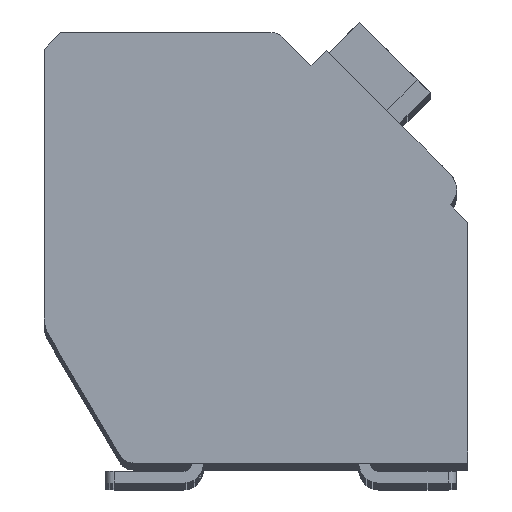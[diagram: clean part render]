
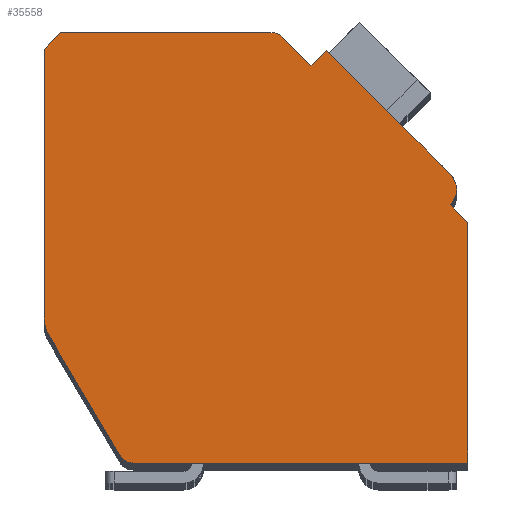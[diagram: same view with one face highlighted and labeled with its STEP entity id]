
A CAD part, top view. The second image highlights one B-rep face of the part: STEP entity #35558.
In plain terms, the highlighted planar face has unit normal (0, 0, 1).
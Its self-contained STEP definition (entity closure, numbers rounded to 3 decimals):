
#1281=DIRECTION('',(0.,-1.,0.));
#1282=VECTOR('',#1281,8.053);
#1283=CARTESIAN_POINT('',(-12.7,12.4,2.1));
#1284=LINE('',#1283,#1282);
#1285=DIRECTION('',(-0.707,-0.707,0.));
#1286=VECTOR('',#1285,0.707);
#1287=CARTESIAN_POINT('',(-12.2,12.9,2.1));
#1288=LINE('',#1287,#1286);
#1289=DIRECTION('',(-1.,0.,0.));
#1290=VECTOR('',#1289,6.298);
#1291=CARTESIAN_POINT('',(-5.902,12.9,2.1));
#1292=LINE('',#1291,#1290);
#1293=CARTESIAN_POINT('',(-5.902,12.4,2.1));
#1294=DIRECTION('',(0.,0.,1.));
#1295=DIRECTION('',(0.707,0.707,0.));
#1296=AXIS2_PLACEMENT_3D('',#1293,#1294,#1295);
#1298=DIRECTION('',(-0.707,0.707,0.));
#1299=VECTOR('',#1298,1.197);
#1300=CARTESIAN_POINT('',(-4.702,11.907,2.1));
#1301=LINE('',#1300,#1299);
#1302=DIRECTION('',(-0.707,-0.707,0.));
#1303=VECTOR('',#1302,0.65);
#1304=CARTESIAN_POINT('',(-4.243,12.367,2.1));
#1305=LINE('',#1304,#1303);
#1306=DIRECTION('',(-0.707,0.707,0.));
#1307=VECTOR('',#1306,5.25);
#1308=CARTESIAN_POINT('',(-0.53,8.655,2.1));
#1309=LINE('',#1308,#1307);
#1310=CARTESIAN_POINT('',(-0.99,8.195,2.1));
#1311=DIRECTION('',(0.,0.,1.));
#1312=DIRECTION('',(0.707,-0.707,0.));
#1313=AXIS2_PLACEMENT_3D('',#1310,#1311,#1312);
#1315=DIRECTION('',(-0.707,0.707,0.));
#1316=VECTOR('',#1315,0.75);
#1317=CARTESIAN_POINT('',(0.,7.205,2.1));
#1318=LINE('',#1317,#1316);
#1319=DIRECTION('',(0.,1.,0.));
#1320=VECTOR('',#1319,7.205);
#1321=CARTESIAN_POINT('',(0.,0.,2.1));
#1322=LINE('',#1321,#1320);
#1323=DIRECTION('',(1.,0.,0.));
#1324=VECTOR('',#1323,10.014);
#1325=CARTESIAN_POINT('',(-10.014,0.,2.1));
#1326=LINE('',#1325,#1324);
#1327=CARTESIAN_POINT('',(-10.014,0.5,2.1));
#1328=DIRECTION('',(0.,0.,1.));
#1329=DIRECTION('',(-0.862,-0.508,0.));
#1330=AXIS2_PLACEMENT_3D('',#1327,#1328,#1329);
#1332=DIRECTION('',(0.508,-0.862,0.));
#1333=VECTOR('',#1332,4.17);
#1334=CARTESIAN_POINT('',(-12.562,3.839,2.1));
#1335=LINE('',#1334,#1333);
#1336=CARTESIAN_POINT('',(-11.7,4.347,2.1));
#1337=DIRECTION('',(0.,0.,1.));
#1338=DIRECTION('',(-1.,0.,0.));
#1339=AXIS2_PLACEMENT_3D('',#1336,#1337,#1338);
#26321=CARTESIAN_POINT('',(-12.7,12.4,2.1));
#26322=CARTESIAN_POINT('',(-12.7,4.347,2.1));
#26323=VERTEX_POINT('',#26321);
#26324=VERTEX_POINT('',#26322);
#26325=CARTESIAN_POINT('',(-12.562,3.839,2.1));
#26326=VERTEX_POINT('',#26325);
#26327=CARTESIAN_POINT('',(-10.445,0.246,2.1));
#26328=VERTEX_POINT('',#26327);
#26329=CARTESIAN_POINT('',(-10.014,0.,2.1));
#26330=VERTEX_POINT('',#26329);
#26331=CARTESIAN_POINT('',(0.,0.,2.1));
#26332=VERTEX_POINT('',#26331);
#26333=CARTESIAN_POINT('',(0.,7.205,2.1));
#26334=VERTEX_POINT('',#26333);
#26335=CARTESIAN_POINT('',(-0.53,7.735,2.1));
#26336=VERTEX_POINT('',#26335);
#26337=CARTESIAN_POINT('',(-0.53,8.655,2.1));
#26338=VERTEX_POINT('',#26337);
#26339=CARTESIAN_POINT('',(-4.243,12.367,2.1));
#26340=VERTEX_POINT('',#26339);
#26341=CARTESIAN_POINT('',(-4.702,11.907,2.1));
#26342=VERTEX_POINT('',#26341);
#26343=CARTESIAN_POINT('',(-5.548,12.754,2.1));
#26344=VERTEX_POINT('',#26343);
#26345=CARTESIAN_POINT('',(-5.902,12.9,2.1));
#26346=VERTEX_POINT('',#26345);
#26347=CARTESIAN_POINT('',(-12.2,12.9,2.1));
#26348=VERTEX_POINT('',#26347);
#35526=CARTESIAN_POINT('',(0.,0.,2.1));
#35527=DIRECTION('',(0.,0.,1.));
#35528=DIRECTION('',(1.,0.,0.));
#35529=AXIS2_PLACEMENT_3D('',#35526,#35527,#35528);
#35530=PLANE('',#35529);
#35531=ORIENTED_EDGE('',*,*,#34365,.F.);
#35533=ORIENTED_EDGE('',*,*,#35532,.F.);
#35535=ORIENTED_EDGE('',*,*,#35534,.F.);
#35537=ORIENTED_EDGE('',*,*,#35536,.F.);
#35539=ORIENTED_EDGE('',*,*,#35538,.F.);
#35541=ORIENTED_EDGE('',*,*,#35540,.F.);
#35543=ORIENTED_EDGE('',*,*,#35542,.F.);
#35545=ORIENTED_EDGE('',*,*,#35544,.F.);
#35547=ORIENTED_EDGE('',*,*,#35546,.F.);
#35549=ORIENTED_EDGE('',*,*,#35548,.F.);
#35551=ORIENTED_EDGE('',*,*,#35550,.F.);
#35553=ORIENTED_EDGE('',*,*,#35552,.F.);
#35554=ORIENTED_EDGE('',*,*,#34977,.F.);
#35555=ORIENTED_EDGE('',*,*,#34585,.F.);
#35556=EDGE_LOOP('',(#35531,#35533,#35535,#35537,#35539,#35541,#35543,#35545,
#35547,#35549,#35551,#35553,#35554,#35555));
#35557=FACE_OUTER_BOUND('',#35556,.F.);
#1297=CIRCLE('',#1296,0.5);
#1314=CIRCLE('',#1313,0.65);
#1331=CIRCLE('',#1330,0.5);
#1340=CIRCLE('',#1339,1.);
#34365=EDGE_CURVE('',#26323,#26324,#1284,.T.);
#34585=EDGE_CURVE('',#26324,#26326,#1340,.T.);
#34977=EDGE_CURVE('',#26326,#26328,#1335,.T.);
#35532=EDGE_CURVE('',#26348,#26323,#1288,.T.);
#35534=EDGE_CURVE('',#26346,#26348,#1292,.T.);
#35536=EDGE_CURVE('',#26344,#26346,#1297,.T.);
#35538=EDGE_CURVE('',#26342,#26344,#1301,.T.);
#35540=EDGE_CURVE('',#26340,#26342,#1305,.T.);
#35542=EDGE_CURVE('',#26338,#26340,#1309,.T.);
#35544=EDGE_CURVE('',#26336,#26338,#1314,.T.);
#35546=EDGE_CURVE('',#26334,#26336,#1318,.T.);
#35548=EDGE_CURVE('',#26332,#26334,#1322,.T.);
#35550=EDGE_CURVE('',#26330,#26332,#1326,.T.);
#35552=EDGE_CURVE('',#26328,#26330,#1331,.T.);
#35558=ADVANCED_FACE('',(#35557),#35530,.T.);
